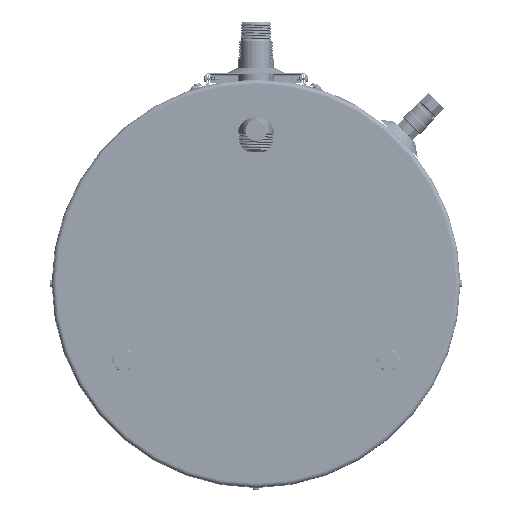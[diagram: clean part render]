
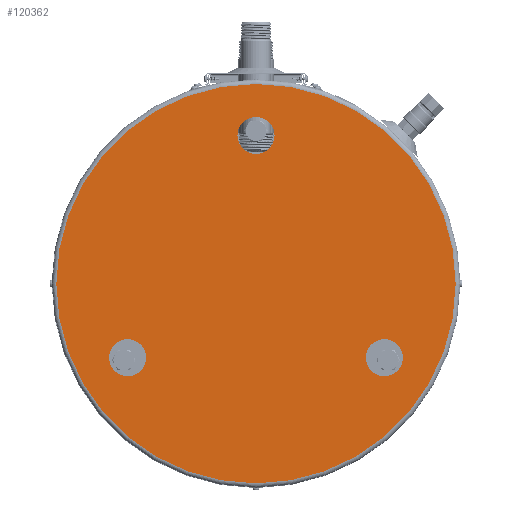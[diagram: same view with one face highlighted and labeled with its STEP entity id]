
A CAD part, front view. The second image highlights one B-rep face of the part: STEP entity #120362.
In plain terms, the highlighted planar face has unit normal (0, -1, 0).
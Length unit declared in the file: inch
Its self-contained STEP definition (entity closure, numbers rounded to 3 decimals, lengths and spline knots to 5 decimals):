
#2715 = CARTESIAN_POINT ( 'NONE',  ( -6.9282, -0.53, -4. ) ) ;
#3074 = CARTESIAN_POINT ( 'NONE',  ( 0., -0.53, 0. ) ) ;
#3609 = CIRCLE ( 'NONE', #125336, 1. ) ;
#4368 = EDGE_CURVE ( 'NONE', #73314, #73314, #50801, .T. ) ;
#6059 = CIRCLE ( 'NONE', #92044, 10.78 ) ;
#6383 = EDGE_CURVE ( 'NONE', #65795, #65795, #6059, .T. ) ;
#8509 = AXIS2_PLACEMENT_3D ( 'NONE', #3074, #79415, #137609 ) ;
#17463 = DIRECTION ( 'NONE',  ( 0., 0., -1. ) ) ;
#17776 = CARTESIAN_POINT ( 'NONE',  ( 6.9282, -0.53, -3. ) ) ;
#19765 = AXIS2_PLACEMENT_3D ( 'NONE', #111808, #32526, #78228 ) ;
#28660 = CARTESIAN_POINT ( 'NONE',  ( 0., -0.53, 0. ) ) ;
#28812 = DIRECTION ( 'NONE',  ( 0., 0., 1. ) ) ;
#29320 = CARTESIAN_POINT ( 'NONE',  ( -6.9282, -0.53, -3. ) ) ;
#32526 = DIRECTION ( 'NONE',  ( 0., 1., 0. ) ) ;
#32696 = ORIENTED_EDGE ( 'NONE', *, *, #88509, .T. ) ;
#36704 = FACE_BOUND ( 'NONE', #121143, .T. ) ;
#47564 = DIRECTION ( 'NONE',  ( 0., 1., 0. ) ) ;
#50801 = CIRCLE ( 'NONE', #122372, 1. ) ;
#62084 = CARTESIAN_POINT ( 'NONE',  ( 0., -0.53, 9. ) ) ;
#64064 = EDGE_LOOP ( 'NONE', ( #120979 ) ) ;
#65795 = VERTEX_POINT ( 'NONE', #76263 ) ;
#68955 = FACE_OUTER_BOUND ( 'NONE', #121976, .T. ) ;
#69711 = FACE_BOUND ( 'NONE', #89640, .T. ) ;
#73314 = VERTEX_POINT ( 'NONE', #62084 ) ;
#73757 = DIRECTION ( 'NONE',  ( 0., 1., 0. ) ) ;
#73937 = VERTEX_POINT ( 'NONE', #17776 ) ;
#74360 = DIRECTION ( 'NONE',  ( 0., -1., 0. ) ) ;
#76263 = CARTESIAN_POINT ( 'NONE',  ( 0., -0.53, -10.78 ) ) ;
#78228 = DIRECTION ( 'NONE',  ( 0., 0., 1. ) ) ;
#79415 = DIRECTION ( 'NONE',  ( 0., 1., 0. ) ) ;
#81635 = FACE_BOUND ( 'NONE', #64064, .T. ) ;
#82010 = DIRECTION ( 'NONE',  ( 0., 0., 1. ) ) ;
#85834 = ORIENTED_EDGE ( 'NONE', *, *, #6383, .T. ) ;
#88509 = EDGE_CURVE ( 'NONE', #73937, #73937, #98583, .T. ) ;
#89640 = EDGE_LOOP ( 'NONE', ( #105944 ) ) ;
#91421 = PLANE ( 'NONE',  #8509 ) ;
#92044 = AXIS2_PLACEMENT_3D ( 'NONE', #28660, #74360, #17463 ) ;
#98583 = CIRCLE ( 'NONE', #19765, 1. ) ;
#105944 = ORIENTED_EDGE ( 'NONE', *, *, #4368, .T. ) ;
#106417 = VERTEX_POINT ( 'NONE', #29320 ) ;
#111808 = CARTESIAN_POINT ( 'NONE',  ( 6.9282, -0.53, -4. ) ) ;
#120149 = EDGE_CURVE ( 'NONE', #106417, #106417, #3609, .T. ) ;
#120362 = ADVANCED_FACE ( 'NONE', ( #36704, #81635, #69711, #68955 ), #91421, .F. ) ;
#120979 = ORIENTED_EDGE ( 'NONE', *, *, #120149, .T. ) ;
#121143 = EDGE_LOOP ( 'NONE', ( #32696 ) ) ;
#121976 = EDGE_LOOP ( 'NONE', ( #85834 ) ) ;
#122372 = AXIS2_PLACEMENT_3D ( 'NONE', #131216, #73757, #28812 ) ;
#125336 = AXIS2_PLACEMENT_3D ( 'NONE', #2715, #47564, #82010 ) ;
#131216 = CARTESIAN_POINT ( 'NONE',  ( 0., -0.53, 8. ) ) ;
#137609 = DIRECTION ( 'NONE',  ( 0., 0., 1. ) ) ;
